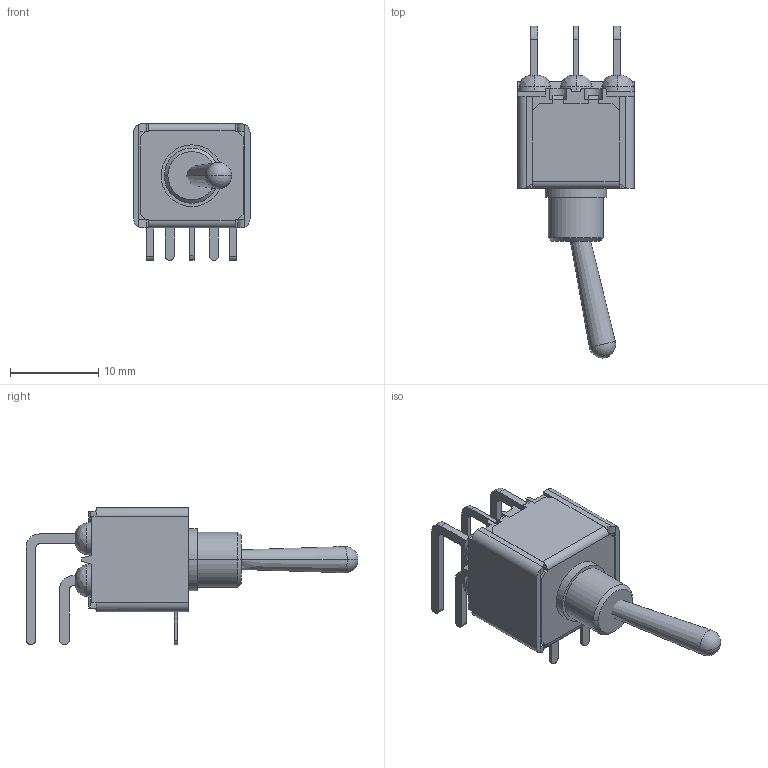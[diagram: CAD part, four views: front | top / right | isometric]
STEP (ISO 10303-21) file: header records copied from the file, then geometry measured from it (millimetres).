
FILE_DESCRIPTION((''),'2;1');
FILE_NAME('5246W','2014-12-22T',('brevel'),(''),'PRO/ENGINEER BY PARAMETRIC TECHNOLOGY CORPORATION, 2013410','PRO/ENGINEER BY PARAMETRIC TECHNOLOGY CORPORATION, 2013410','');
FILE_SCHEMA(('CONFIG_CONTROL_DESIGN'));
Length unit declared in the file: millimetre
Products named in the file (1): 5246W
Bounding box: 13.23 x 37.66 x 15.55 mm (x, y, z)
Surface area: 1868.4 mm2 (no closed solid volume)
Topology: 0 solids, 6 shells, 243 faces, 717 edges, 467 vertices
Faces by surface type: plane 155, cylinder 54, torus 16, bspline 12, cone 4, sphere 2
Entity records: 8989 total; most frequent: CARTESIAN_POINT 2567, ORIENTED_EDGE 1322, DIRECTION 1319, EDGE_CURVE 715, VERTEX_POINT 467, AXIS2_PLACEMENT_3D 441, VECTOR 437, LINE 437
